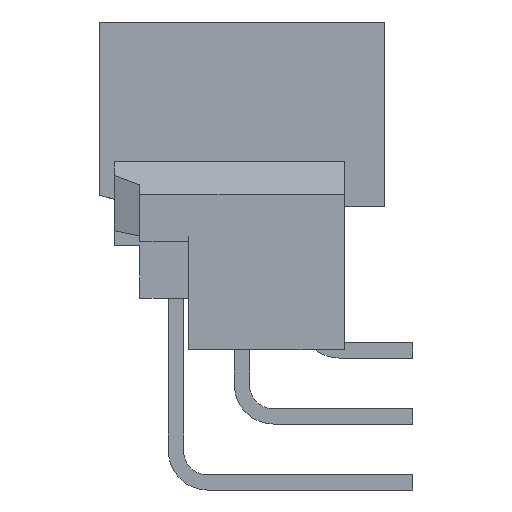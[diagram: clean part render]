
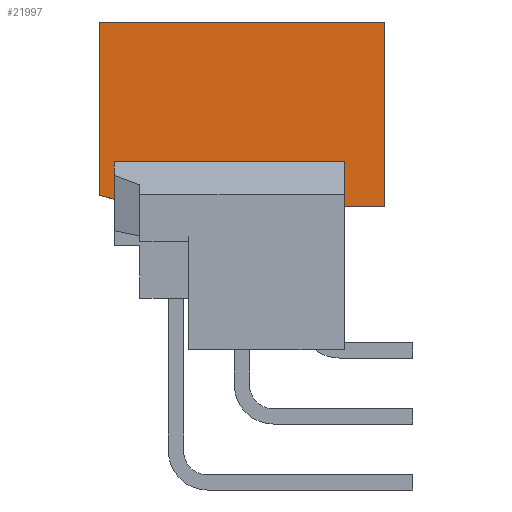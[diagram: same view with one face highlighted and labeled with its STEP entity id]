
A CAD part, left-side view. The second image highlights one B-rep face of the part: STEP entity #21997.
In plain terms, the highlighted planar face has unit normal (-1, 0, 0).
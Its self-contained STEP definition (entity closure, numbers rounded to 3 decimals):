
#2=DIRECTION('',(0.,0.,1.));
#3=VECTOR('',#2,1.71);
#4=CARTESIAN_POINT('',(-43.88,-3.935,-7.09));
#5=LINE('',#4,#3);
#6=DIRECTION('',(0.,1.,0.));
#7=VECTOR('',#6,7.87);
#8=CARTESIAN_POINT('',(-43.88,-3.935,-5.38));
#9=LINE('',#8,#7);
#10=DIRECTION('',(0.,0.,1.));
#11=VECTOR('',#10,1.71);
#12=CARTESIAN_POINT('',(-43.88,3.935,-7.09));
#13=LINE('',#12,#11);
#14=DIRECTION('',(0.,0.966,0.259));
#15=VECTOR('',#14,1.62);
#16=CARTESIAN_POINT('',(-43.88,3.935,-7.09));
#17=LINE('',#16,#15);
#18=DIRECTION('',(0.,0.,1.));
#19=VECTOR('',#18,6.671);
#20=CARTESIAN_POINT('',(-43.88,5.5,-6.671));
#21=LINE('',#20,#19);
#22=DIRECTION('',(0.,-1.,0.));
#23=VECTOR('',#22,11.);
#24=CARTESIAN_POINT('',(-43.88,5.5,0.));
#25=LINE('',#24,#23);
#26=DIRECTION('',(0.,0.,-1.));
#27=VECTOR('',#26,7.09);
#28=CARTESIAN_POINT('',(-43.88,-5.5,0.));
#29=LINE('',#28,#27);
#30=DIRECTION('',(0.,1.,0.));
#31=VECTOR('',#30,1.565);
#32=CARTESIAN_POINT('',(-43.88,-5.5,-7.09));
#33=LINE('',#32,#31);
#16586=CARTESIAN_POINT('',(-43.88,5.5,0.));
#16587=CARTESIAN_POINT('',(-43.88,-5.5,0.));
#16588=VERTEX_POINT('',#16586);
#16589=VERTEX_POINT('',#16587);
#16590=CARTESIAN_POINT('',(-43.88,-5.5,-7.09));
#16591=VERTEX_POINT('',#16590);
#16592=CARTESIAN_POINT('',(-43.88,5.5,-6.671));
#16593=VERTEX_POINT('',#16592);
#16610=CARTESIAN_POINT('',(-43.88,-3.935,-7.09));
#16611=CARTESIAN_POINT('',(-43.88,-3.935,-5.38));
#16612=VERTEX_POINT('',#16610);
#16613=VERTEX_POINT('',#16611);
#16614=CARTESIAN_POINT('',(-43.88,3.935,-7.09));
#16615=CARTESIAN_POINT('',(-43.88,3.935,-5.38));
#16616=VERTEX_POINT('',#16614);
#16617=VERTEX_POINT('',#16615);
#21974=CARTESIAN_POINT('',(-43.88,0.,0.));
#21975=DIRECTION('',(1.,0.,0.));
#21976=DIRECTION('',(0.,0.,-1.));
#21977=AXIS2_PLACEMENT_3D('',#21974,#21975,#21976);
#21978=PLANE('',#21977);
#21980=ORIENTED_EDGE('',*,*,#21979,.T.);
#21982=ORIENTED_EDGE('',*,*,#21981,.T.);
#21984=ORIENTED_EDGE('',*,*,#21983,.F.);
#21986=ORIENTED_EDGE('',*,*,#21985,.T.);
#21988=ORIENTED_EDGE('',*,*,#21987,.T.);
#21990=ORIENTED_EDGE('',*,*,#21989,.T.);
#21992=ORIENTED_EDGE('',*,*,#21991,.T.);
#21994=ORIENTED_EDGE('',*,*,#21993,.T.);
#21995=EDGE_LOOP('',(#21980,#21982,#21984,#21986,#21988,#21990,#21992,#21994));
#21996=FACE_OUTER_BOUND('',#21995,.F.);
#21979=EDGE_CURVE('',#16612,#16613,#5,.T.);
#21981=EDGE_CURVE('',#16613,#16617,#9,.T.);
#21983=EDGE_CURVE('',#16616,#16617,#13,.T.);
#21985=EDGE_CURVE('',#16616,#16593,#17,.T.);
#21987=EDGE_CURVE('',#16593,#16588,#21,.T.);
#21989=EDGE_CURVE('',#16588,#16589,#25,.T.);
#21991=EDGE_CURVE('',#16589,#16591,#29,.T.);
#21993=EDGE_CURVE('',#16591,#16612,#33,.T.);
#21997=ADVANCED_FACE('',(#21996),#21978,.F.);
